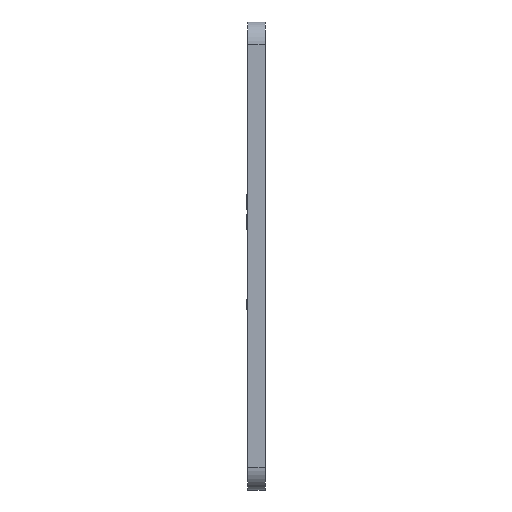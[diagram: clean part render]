
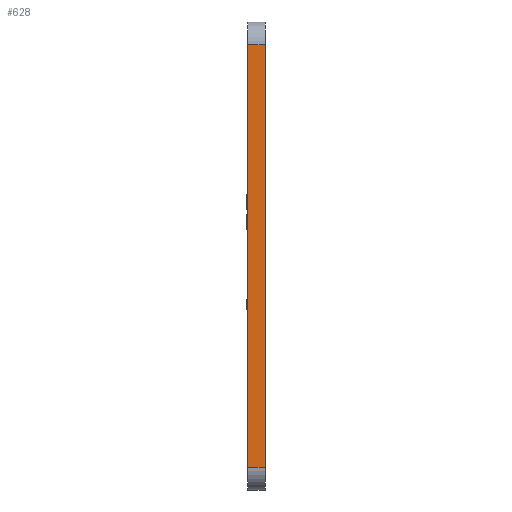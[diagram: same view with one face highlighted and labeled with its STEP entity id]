
A CAD part, left-side view. The second image highlights one B-rep face of the part: STEP entity #628.
In plain terms, the highlighted planar face has unit normal (-1, 0, 0).
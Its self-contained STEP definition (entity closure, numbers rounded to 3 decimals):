
#358 = VERTEX_POINT ( 'NONE', #15221 ) ;
#367 = VERTEX_POINT ( 'NONE', #15234 ) ;
#495 = VERTEX_POINT ( 'NONE', #14524 ) ;
#497 = VERTEX_POINT ( 'NONE', #14498 ) ;
#628 = ADVANCED_FACE ( 'NONE', ( #4187 ), #14540, .F. ) ;
#998 = EDGE_CURVE ( 'NONE', #495, #367, #4724, .T. ) ;
#1008 = EDGE_CURVE ( 'NONE', #358, #497, #4760, .T. ) ;
#1302 = EDGE_CURVE ( 'NONE', #367, #358, #7576, .T. ) ;
#1624 = EDGE_CURVE ( 'NONE', #495, #497, #8163, .T. ) ;
#2679 = EDGE_LOOP ( 'NONE', ( #4076, #4077, #4078, #4079 ) ) ;
#4076 = ORIENTED_EDGE ( 'NONE', *, *, #1624, .F. ) ;
#4077 = ORIENTED_EDGE ( 'NONE', *, *, #998, .T. ) ;
#4078 = ORIENTED_EDGE ( 'NONE', *, *, #1302, .T. ) ;
#4079 = ORIENTED_EDGE ( 'NONE', *, *, #1008, .T. ) ;
#4187 = FACE_OUTER_BOUND ( 'NONE', #2679, .T. ) ;
#4724 = LINE ( 'NONE', #6200, #4747 ) ;
#4747 = VECTOR ( 'NONE', #6202, 1000. ) ;
#4760 = LINE ( 'NONE', #6219, #4767 ) ;
#4767 = VECTOR ( 'NONE', #6222, 1000. ) ;
#5548 = AXIS2_PLACEMENT_3D ( 'NONE', #14535, #14560, #15273 ) ;
#6200 = CARTESIAN_POINT ( 'NONE',  ( -40.05, 3., -36.15 ) ) ;
#6202 = DIRECTION ( 'NONE',  ( 0., -1., 0. ) ) ;
#6219 = CARTESIAN_POINT ( 'NONE',  ( -40.05, 3., 36.15 ) ) ;
#6222 = DIRECTION ( 'NONE',  ( 0., 1., 0. ) ) ;
#6831 = CARTESIAN_POINT ( 'NONE',  ( -40.05, 0., -40.05 ) ) ;
#6838 = DIRECTION ( 'NONE',  ( 0., 0., 1. ) ) ;
#7571 = VECTOR ( 'NONE', #6838, 1000. ) ;
#7576 = LINE ( 'NONE', #6831, #7571 ) ;
#8163 = LINE ( 'NONE', #8939, #8164 ) ;
#8164 = VECTOR ( 'NONE', #8940, 1000. ) ;
#8939 = CARTESIAN_POINT ( 'NONE',  ( -40.05, 3., -40.05 ) ) ;
#8940 = DIRECTION ( 'NONE',  ( 0., 0., 1. ) ) ;
#14498 = CARTESIAN_POINT ( 'NONE',  ( -40.05, 3., 36.15 ) ) ;
#14524 = CARTESIAN_POINT ( 'NONE',  ( -40.05, 3., -36.15 ) ) ;
#14535 = CARTESIAN_POINT ( 'NONE',  ( -40.05, 3., -40.05 ) ) ;
#14540 = PLANE ( 'NONE',  #5548 ) ;
#14560 = DIRECTION ( 'NONE',  ( 1., 0., 0. ) ) ;
#15221 = CARTESIAN_POINT ( 'NONE',  ( -40.05, 0., 36.15 ) ) ;
#15234 = CARTESIAN_POINT ( 'NONE',  ( -40.05, 0., -36.15 ) ) ;
#15273 = DIRECTION ( 'NONE',  ( 0., 0., -1. ) ) ;
